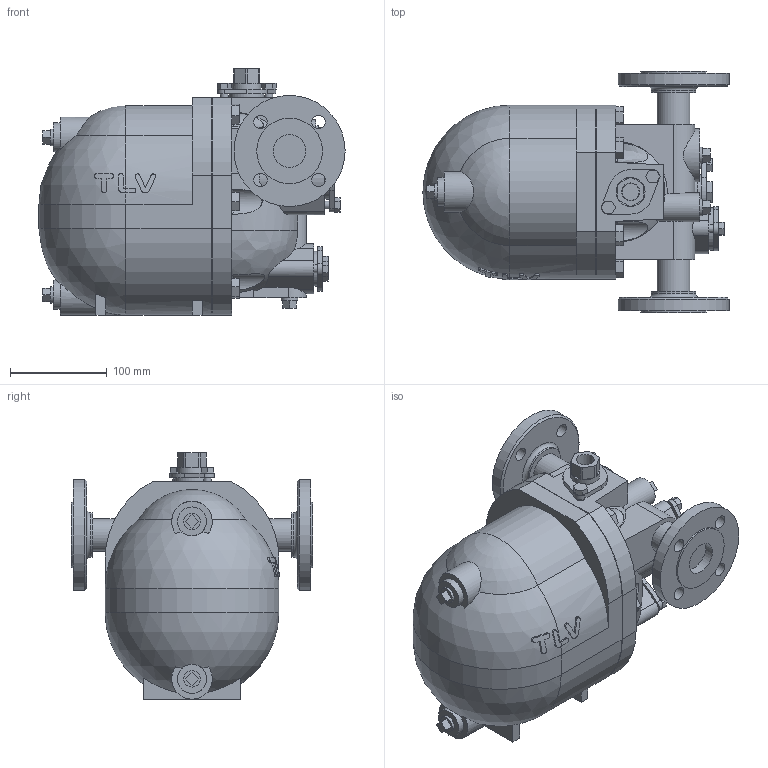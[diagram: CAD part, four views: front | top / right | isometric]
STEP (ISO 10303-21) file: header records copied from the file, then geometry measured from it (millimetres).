
FILE_DESCRIPTION((''),'2;1');
FILE_NAME('gt5c0-025-e0016-00.stp','2009-08-28T13:42:37',('nakaot'),(''),'Autodesk Inventor 2008','Autodesk Inventor 2008','');
FILE_SCHEMA(('AUTOMOTIVE_DESIGN { 1 0 10303 214 1 1 1 1 }'));
Length unit declared in the file: millimetre
Products named in the file (1): gt5c0-025-e0016-00
Bounding box: 317 x 250 x 255 mm (x, y, z)
Volume: 7499103.8 mm3; surface area: 379038.4 mm2
Topology: 1 solids, 3 shells, 396 faces, 1008 edges, 656 vertices
Faces by surface type: plane 224, cylinder 80, bspline 79, sphere 11, cone 2
Full cylindrical faces by diameter (mm): 8 x4, 14 x4, 17 x5, 29 x1, 30 x4, 34 x2, 36 x2, 44 x1, 46 x1, 55 x1, 65.875 x1, 68 x1, 115 x1
Entity records: 13934 total; most frequent: CARTESIAN_POINT 4690, ORIENTED_EDGE 1886, DIRECTION 1805, EDGE_CURVE 943, VERTEX_POINT 644, AXIS2_PLACEMENT_3D 611, VECTOR 583, LINE 583
